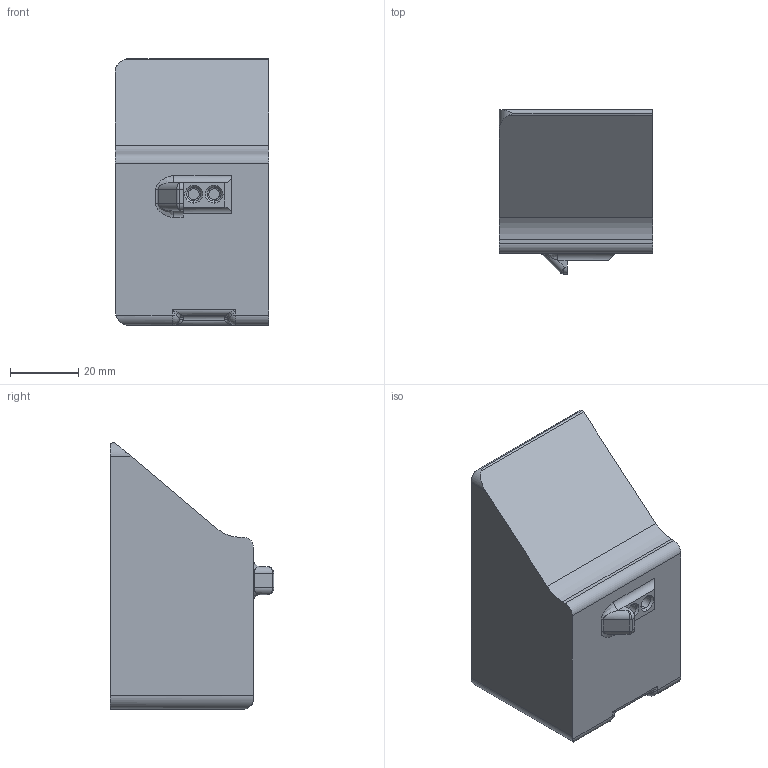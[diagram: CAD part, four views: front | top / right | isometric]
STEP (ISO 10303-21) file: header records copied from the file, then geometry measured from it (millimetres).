
FILE_DESCRIPTION (( 'STEP AP214' ), '1' );
FILE_NAME ('CF5V_Scale_Dumper_Main.STEP', '2025-01-11T16:57:39', ( '' ), ( '' ), 'SwSTEP 2.0', 'SolidWorks 2025', '' );
FILE_SCHEMA (( 'AUTOMOTIVE_DESIGN' ));
Length unit declared in the file: millimetre
Products named in the file (1): CF5V_Scale_Dumper_Main
Bounding box: 45 x 48 x 78.1 mm (x, y, z)
Volume: 25268.9 mm3; surface area: 17210.6 mm2
Topology: 1 solids, 1 shells, 108 faces, 254 edges, 147 vertices
Faces by surface type: cylinder 43, plane 23, bspline 20, torus 18, cone 4
Entity records: 3921 total; most frequent: CARTESIAN_POINT 1590, ORIENTED_EDGE 496, DIRECTION 469, EDGE_CURVE 248, AXIS2_PLACEMENT_3D 187, VERTEX_POINT 147, EDGE_LOOP 113, FACE_OUTER_BOUND 108
